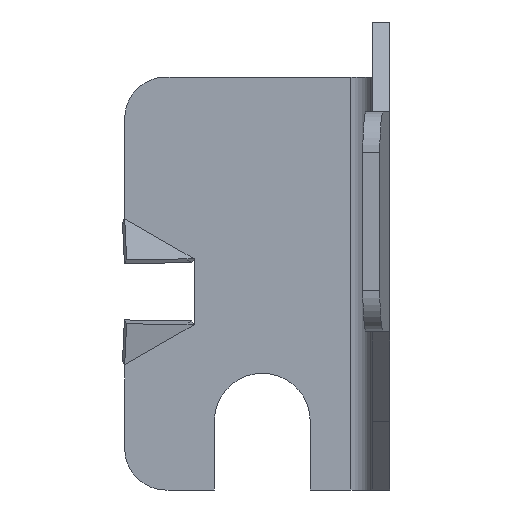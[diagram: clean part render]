
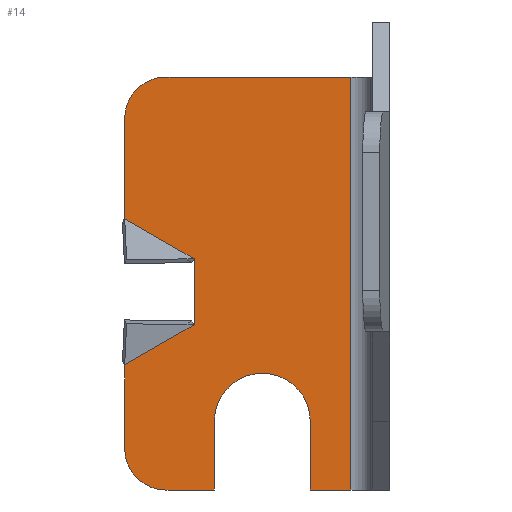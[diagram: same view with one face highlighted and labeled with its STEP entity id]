
A CAD part, left-side view. The second image highlights one B-rep face of the part: STEP entity #14.
In plain terms, the highlighted planar face has unit normal (-1, 0, 0).
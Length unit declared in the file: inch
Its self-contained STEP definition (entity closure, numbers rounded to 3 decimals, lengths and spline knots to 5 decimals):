
#1 = ORIENTED_EDGE ( 'NONE', *, *, #7, .T. ) ;
#2 = ORIENTED_EDGE ( 'NONE', *, *, #3, .T. ) ;
#3 = EDGE_CURVE ( 'NONE', #5, #10, #276, .T. ) ;
#4 = ORIENTED_EDGE ( 'NONE', *, *, #9, .T. ) ;
#5 = VERTEX_POINT ( 'NONE', #271 ) ;
#6 = ORIENTED_EDGE ( 'NONE', *, *, #1776, .T. ) ;
#7 = EDGE_CURVE ( 'NONE', #1779, #5, #270, .T. ) ;
#8 = EDGE_CURVE ( 'NONE', #1818, #1777, #266, .T. ) ;
#9 = EDGE_CURVE ( 'NONE', #10, #143, #261, .T. ) ;
#10 = VERTEX_POINT ( 'NONE', #257 ) ;
#12 = ORIENTED_EDGE ( 'NONE', *, *, #1923, .T. ) ;
#14 = ADVANCED_FACE ( 'NONE', ( #252 ), #250, .F. ) ;
#18 = EDGE_LOOP ( 'NONE', ( #12, #29, #6, #1, #2, #4, #2378, #84, #85, #78, #81, #67, #77, #73 ) ) ;
#21 = EDGE_CURVE ( 'NONE', #22, #23, #301, .T. ) ;
#22 = VERTEX_POINT ( 'NONE', #297 ) ;
#23 = VERTEX_POINT ( 'NONE', #296 ) ;
#29 = ORIENTED_EDGE ( 'NONE', *, *, #8, .T. ) ;
#66 = EDGE_CURVE ( 'NONE', #72, #76, #358, .T. ) ;
#67 = ORIENTED_EDGE ( 'NONE', *, *, #70, .T. ) ;
#70 = EDGE_CURVE ( 'NONE', #23, #72, #353, .T. ) ;
#72 = VERTEX_POINT ( 'NONE', #402 ) ;
#73 = ORIENTED_EDGE ( 'NONE', *, *, #75, .T. ) ;
#75 = EDGE_CURVE ( 'NONE', #76, #1924, #400, .T. ) ;
#76 = VERTEX_POINT ( 'NONE', #396 ) ;
#77 = ORIENTED_EDGE ( 'NONE', *, *, #66, .T. ) ;
#78 = ORIENTED_EDGE ( 'NONE', *, *, #80, .T. ) ;
#80 = EDGE_CURVE ( 'NONE', #2377, #22, #395, .T. ) ;
#81 = ORIENTED_EDGE ( 'NONE', *, *, #21, .T. ) ;
#82 = VERTEX_POINT ( 'NONE', #390 ) ;
#83 = EDGE_CURVE ( 'NONE', #82, #107, #389, .T. ) ;
#84 = ORIENTED_EDGE ( 'NONE', *, *, #83, .F. ) ;
#85 = ORIENTED_EDGE ( 'NONE', *, *, #86, .T. ) ;
#86 = EDGE_CURVE ( 'NONE', #82, #2377, #385, .T. ) ;
#107 = VERTEX_POINT ( 'NONE', #470 ) ;
#143 = VERTEX_POINT ( 'NONE', #478 ) ;
#246 = DIRECTION ( 'NONE',  ( 0., 0., -1. ) ) ;
#247 = DIRECTION ( 'NONE',  ( 1., 0., 0. ) ) ;
#248 = CARTESIAN_POINT ( 'NONE',  ( 0., 0.039, 0.85 ) ) ;
#249 = AXIS2_PLACEMENT_3D ( 'NONE', #248, #247, #246 ) ;
#250 = PLANE ( 'NONE',  #249 ) ;
#252 = FACE_OUTER_BOUND ( 'NONE', #18, .T. ) ;
#257 = CARTESIAN_POINT ( 'NONE',  ( 0., 0.113, 0.125 ) ) ;
#258 = DIRECTION ( 'NONE',  ( 0., 0., -1. ) ) ;
#259 = VECTOR ( 'NONE', #258, 39.37008 ) ;
#260 = CARTESIAN_POINT ( 'NONE',  ( 0., 0.113, 0.125 ) ) ;
#261 = LINE ( 'NONE', #260, #259 ) ;
#262 = DIRECTION ( 'NONE',  ( 0., 0., -1. ) ) ;
#263 = DIRECTION ( 'NONE',  ( -1., 0., 0. ) ) ;
#264 = CARTESIAN_POINT ( 'NONE',  ( 0., 0.375, 0.075 ) ) ;
#265 = AXIS2_PLACEMENT_3D ( 'NONE', #264, #263, #262 ) ;
#266 = CIRCLE ( 'NONE', #265, 0.075 ) ;
#267 = DIRECTION ( 'NONE',  ( 0., 0., 1. ) ) ;
#268 = VECTOR ( 'NONE', #267, 39.37008 ) ;
#269 = CARTESIAN_POINT ( 'NONE',  ( 0., 0.287, 0.125 ) ) ;
#270 = LINE ( 'NONE', #269, #268 ) ;
#271 = CARTESIAN_POINT ( 'NONE',  ( 0., 0.287, 0.125 ) ) ;
#272 = DIRECTION ( 'NONE',  ( 0., 0., -1. ) ) ;
#273 = DIRECTION ( 'NONE',  ( 1., 0., 0. ) ) ;
#274 = CARTESIAN_POINT ( 'NONE',  ( 0., 0.2, 0.125 ) ) ;
#275 = AXIS2_PLACEMENT_3D ( 'NONE', #274, #273, #272 ) ;
#276 = CIRCLE ( 'NONE', #275, 0.087 ) ;
#296 = CARTESIAN_POINT ( 'NONE',  ( 0., 0.45, 0.49272 ) ) ;
#297 = CARTESIAN_POINT ( 'NONE',  ( 0., 0.45, 0.675 ) ) ;
#298 = DIRECTION ( 'NONE',  ( 0., 0., -1. ) ) ;
#299 = VECTOR ( 'NONE', #298, 39.37008 ) ;
#300 = CARTESIAN_POINT ( 'NONE',  ( 0., 0.45, 0.85 ) ) ;
#301 = LINE ( 'NONE', #300, #299 ) ;
#352 = CARTESIAN_POINT ( 'NONE',  ( 0., 0.45, 0.49272 ) ) ;
#353 = LINE ( 'NONE', #352, #408 ) ;
#355 = DIRECTION ( 'NONE',  ( 0., 0., -1. ) ) ;
#356 = VECTOR ( 'NONE', #355, 39.37008 ) ;
#357 = CARTESIAN_POINT ( 'NONE',  ( 0., 0.32404, 0.42 ) ) ;
#358 = LINE ( 'NONE', #357, #356 ) ;
#382 = DIRECTION ( 'NONE',  ( 0., 1., 0. ) ) ;
#383 = VECTOR ( 'NONE', #382, 39.37008 ) ;
#384 = CARTESIAN_POINT ( 'NONE',  ( 0., 0.039, 0.75 ) ) ;
#385 = LINE ( 'NONE', #384, #383 ) ;
#386 = DIRECTION ( 'NONE',  ( 0., 0., -1. ) ) ;
#387 = VECTOR ( 'NONE', #386, 39.37008 ) ;
#388 = CARTESIAN_POINT ( 'NONE',  ( 0., 0.039, 0.85 ) ) ;
#389 = LINE ( 'NONE', #388, #387 ) ;
#390 = CARTESIAN_POINT ( 'NONE',  ( 0., 0.039, 0.75 ) ) ;
#391 = DIRECTION ( 'NONE',  ( 0., 0., -1. ) ) ;
#392 = DIRECTION ( 'NONE',  ( -1., 0., 0. ) ) ;
#393 = CARTESIAN_POINT ( 'NONE',  ( 0., 0.375, 0.675 ) ) ;
#394 = AXIS2_PLACEMENT_3D ( 'NONE', #393, #392, #391 ) ;
#395 = CIRCLE ( 'NONE', #394, 0.075 ) ;
#396 = CARTESIAN_POINT ( 'NONE',  ( 0., 0.32404, 0.3 ) ) ;
#397 = DIRECTION ( 'NONE',  ( 0., 0.866, -0.5 ) ) ;
#398 = VECTOR ( 'NONE', #397, 39.37008 ) ;
#399 = CARTESIAN_POINT ( 'NONE',  ( 0., 0.45, 0.22728 ) ) ;
#400 = LINE ( 'NONE', #399, #398 ) ;
#402 = CARTESIAN_POINT ( 'NONE',  ( 0., 0.32404, 0.42 ) ) ;
#407 = DIRECTION ( 'NONE',  ( 0., -0.866, -0.5 ) ) ;
#408 = VECTOR ( 'NONE', #407, 39.37008 ) ;
#470 = CARTESIAN_POINT ( 'NONE',  ( 0., 0.039, 0. ) ) ;
#478 = CARTESIAN_POINT ( 'NONE',  ( 0., 0.113, 0. ) ) ;
#790 = CARTESIAN_POINT ( 'NONE',  ( 0., 0.287, 0. ) ) ;
#791 = CARTESIAN_POINT ( 'NONE',  ( 0., 0.375, 0. ) ) ;
#792 = DIRECTION ( 'NONE',  ( 0., -1., 0. ) ) ;
#793 = VECTOR ( 'NONE', #792, 39.37008 ) ;
#794 = CARTESIAN_POINT ( 'NONE',  ( 0., 0.039, 0. ) ) ;
#795 = LINE ( 'NONE', #794, #793 ) ;
#847 = CARTESIAN_POINT ( 'NONE',  ( 0., 0.45, 0.075 ) ) ;
#979 = CARTESIAN_POINT ( 'NONE',  ( 0., 0.45, 0.22728 ) ) ;
#980 = DIRECTION ( 'NONE',  ( 0., 0., -1. ) ) ;
#981 = VECTOR ( 'NONE', #980, 39.37008 ) ;
#982 = CARTESIAN_POINT ( 'NONE',  ( 0., 0.45, 0.85 ) ) ;
#983 = LINE ( 'NONE', #982, #981 ) ;
#1432 = DIRECTION ( 'NONE',  ( 0., -1., 0. ) ) ;
#1433 = VECTOR ( 'NONE', #1432, 39.37008 ) ;
#1434 = CARTESIAN_POINT ( 'NONE',  ( 0., 0.039, 0. ) ) ;
#1435 = LINE ( 'NONE', #1434, #1433 ) ;
#1686 = CARTESIAN_POINT ( 'NONE',  ( 0., 0.375, 0.75 ) ) ;
#1776 = EDGE_CURVE ( 'NONE', #1777, #1779, #795, .T. ) ;
#1777 = VERTEX_POINT ( 'NONE', #791 ) ;
#1779 = VERTEX_POINT ( 'NONE', #790 ) ;
#1818 = VERTEX_POINT ( 'NONE', #847 ) ;
#1923 = EDGE_CURVE ( 'NONE', #1924, #1818, #983, .T. ) ;
#1924 = VERTEX_POINT ( 'NONE', #979 ) ;
#2236 = EDGE_CURVE ( 'NONE', #143, #107, #1435, .T. ) ;
#2377 = VERTEX_POINT ( 'NONE', #1686 ) ;
#2378 = ORIENTED_EDGE ( 'NONE', *, *, #2236, .T. ) ;
